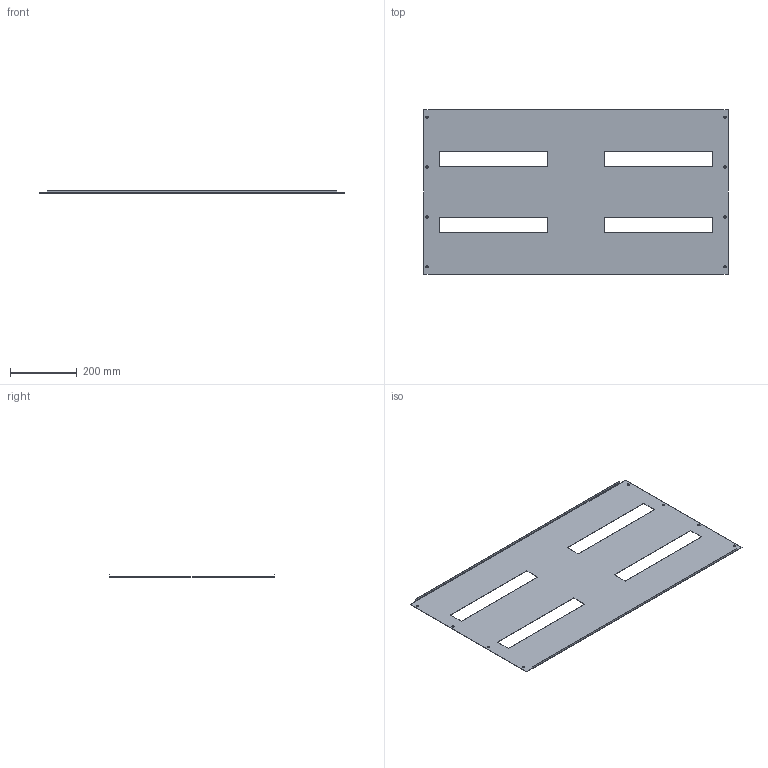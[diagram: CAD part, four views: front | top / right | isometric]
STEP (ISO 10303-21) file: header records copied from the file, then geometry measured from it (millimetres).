
FILE_DESCRIPTION (( 'STEP AP203' ), '1' );
FILE_NAME ('Ïëàñòðîí FORD âûñîòîé 500ìì ïîä 2 óðîâíÿ àâò. âûêë. äëÿ øêàôà øèðèíîé 1000ìì (3øò.) EKF PROxima.STEP', '2020-10-26T07:20:14', ( '' ), ( '' ), 'SwSTEP 2.0', 'SolidWorks 2019', '' );
FILE_SCHEMA (( 'CONFIG_CONTROL_DESIGN' ));
Length unit declared in the file: millimetre
Products named in the file (1): Ïëàñòðîí FORD âûñîòîé 500ìì ïîä 2 óðîâíÿ àâò. âûêë. äëÿ øêàôà øèðèíîé 1000ìì (3øò.) EKF PROxima
Bounding box: 917 x 499 x 8 mm (x, y, z)
Volume: 408389.3 mm3; surface area: 822767.4 mm2
Topology: 1 solids, 1 shells, 58 faces, 152 edges, 96 vertices
Faces by surface type: plane 38, cylinder 20
Entity records: 1893 total; most frequent: DIRECTION 310, CARTESIAN_POINT 307, ORIENTED_EDGE 304, EDGE_CURVE 152, VECTOR 112, LINE 112, AXIS2_PLACEMENT_3D 99, VERTEX_POINT 96
